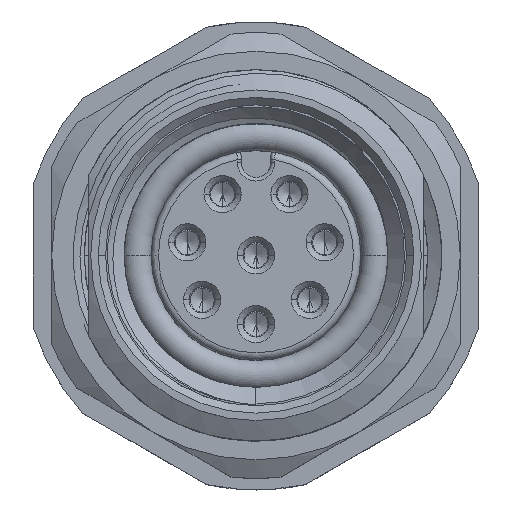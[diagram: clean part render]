
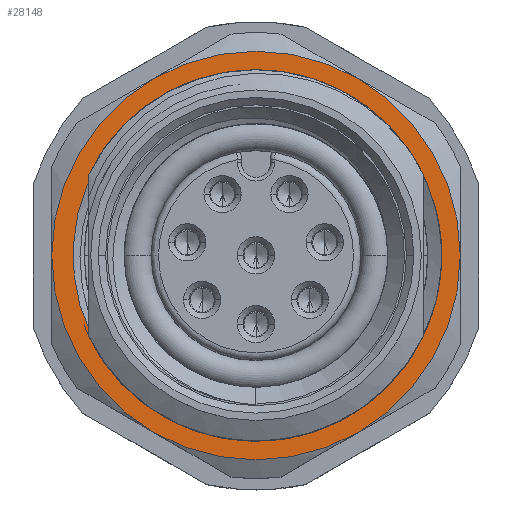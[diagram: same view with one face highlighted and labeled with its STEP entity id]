
A CAD part, top view. The second image highlights one B-rep face of the part: STEP entity #28148.
In plain terms, the highlighted planar face has unit normal (0, 0, 1).
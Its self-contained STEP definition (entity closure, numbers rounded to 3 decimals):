
#26952=CARTESIAN_POINT('',(-0.777,4.863,2.2));
#26953=CARTESIAN_POINT('',(-0.581,4.903,2.2));
#26954=CARTESIAN_POINT('',(-0.186,4.959,2.2));
#26955=CARTESIAN_POINT('',(0.416,4.97,2.2));
#26956=CARTESIAN_POINT('',(0.815,4.929,2.2));
#26957=CARTESIAN_POINT('',(1.015,4.896,2.2));
#26959=CARTESIAN_POINT('',(4.763,-1.521,2.2));
#26960=CARTESIAN_POINT('',(4.693,-1.711,2.2));
#26961=CARTESIAN_POINT('',(4.533,-2.079,2.2));
#26962=CARTESIAN_POINT('',(4.227,-2.598,2.2));
#26963=CARTESIAN_POINT('',(3.986,-2.914,2.2));
#26964=CARTESIAN_POINT('',(3.855,-3.065,2.2));
#26966=CARTESIAN_POINT('',(1.015,4.896,2.2));
#26967=CARTESIAN_POINT('',(1.209,4.856,2.2));
#26968=CARTESIAN_POINT('',(1.588,4.753,2.2));
#26969=CARTESIAN_POINT('',(2.132,4.535,2.2));
#26970=CARTESIAN_POINT('',(2.638,4.261,2.2));
#26971=CARTESIAN_POINT('',(3.114,3.927,2.2));
#26972=CARTESIAN_POINT('',(3.564,3.525,2.2));
#26973=CARTESIAN_POINT('',(3.985,3.044,2.2));
#26974=CARTESIAN_POINT('',(4.356,2.485,2.2));
#26975=CARTESIAN_POINT('',(4.653,1.873,2.2));
#26976=CARTESIAN_POINT('',(4.862,1.228,2.2));
#26977=CARTESIAN_POINT('',(4.977,0.594,2.2));
#26978=CARTESIAN_POINT('',(5.01,0.013,2.2));
#26979=CARTESIAN_POINT('',(4.982,-0.525,2.2));
#26980=CARTESIAN_POINT('',(4.901,-1.031,2.2));
#26981=CARTESIAN_POINT('',(4.815,-1.359,2.2));
#26982=CARTESIAN_POINT('',(4.763,-1.521,2.2));
#26984=CARTESIAN_POINT('',(0.,0.,2.2));
#26985=DIRECTION('',(0.,0.,1.));
#26986=DIRECTION('',(-1.,0.,0.));
#26987=AXIS2_PLACEMENT_3D('',#26984,#26985,#26986);
#26989=CARTESIAN_POINT('',(0.,0.,2.2));
#26990=DIRECTION('',(0.,0.,1.));
#26991=DIRECTION('',(-0.5,0.866,0.));
#26992=AXIS2_PLACEMENT_3D('',#26989,#26990,#26991);
#26994=CARTESIAN_POINT('',(0.,0.,2.2));
#26995=DIRECTION('',(0.,0.,1.));
#26996=DIRECTION('',(1.,0.,0.));
#26997=AXIS2_PLACEMENT_3D('',#26994,#26995,#26996);
#26999=CARTESIAN_POINT('',(0.,0.,2.2));
#27000=DIRECTION('',(0.,0.,1.));
#27001=DIRECTION('',(0.5,-0.866,0.));
#27002=AXIS2_PLACEMENT_3D('',#26999,#27000,#27001);
#27171=CARTESIAN_POINT('',(0.,0.,2.2));
#27172=DIRECTION('',(0.,0.,-1.));
#27173=DIRECTION('',(0.783,-0.622,0.));
#27174=AXIS2_PLACEMENT_3D('',#27171,#27172,#27173);
#27354=CARTESIAN_POINT('',(0.,0.,2.2));
#27355=DIRECTION('',(0.,0.,1.));
#27356=DIRECTION('',(-0.5,-0.866,0.));
#27357=AXIS2_PLACEMENT_3D('',#27354,#27355,#27356);
#27650=CARTESIAN_POINT('',(0.,0.,2.2));
#27651=DIRECTION('',(0.,0.,1.));
#27652=DIRECTION('',(0.5,0.866,0.));
#27653=AXIS2_PLACEMENT_3D('',#27650,#27651,#27652);
#27682=VERTEX_POINT('',#26952);
#27683=VERTEX_POINT('',#26957);
#27684=VERTEX_POINT('',#26982);
#27685=VERTEX_POINT('',#26964);
#27711=CARTESIAN_POINT('',(2.75,-4.763,2.2));
#27712=CARTESIAN_POINT('',(5.5,0.,2.2));
#27713=VERTEX_POINT('',#27711);
#27714=VERTEX_POINT('',#27712);
#27715=CARTESIAN_POINT('',(2.75,4.763,2.2));
#27716=VERTEX_POINT('',#27715);
#27717=CARTESIAN_POINT('',(-2.75,4.763,2.2));
#27718=CARTESIAN_POINT('',(-5.5,0.,2.2));
#27719=VERTEX_POINT('',#27717);
#27720=VERTEX_POINT('',#27718);
#27721=CARTESIAN_POINT('',(-2.75,-4.763,2.2));
#27722=VERTEX_POINT('',#27721);
#28120=CARTESIAN_POINT('',(0.,0.,2.2));
#28121=DIRECTION('',(0.,0.,1.));
#28122=DIRECTION('',(1.,0.,0.));
#28123=AXIS2_PLACEMENT_3D('',#28120,#28121,#28122);
#28124=PLANE('',#28123);
#28126=ORIENTED_EDGE('',*,*,#28125,.F.);
#28128=ORIENTED_EDGE('',*,*,#28127,.F.);
#28130=ORIENTED_EDGE('',*,*,#28129,.F.);
#28132=ORIENTED_EDGE('',*,*,#28131,.F.);
#28134=ORIENTED_EDGE('',*,*,#28133,.F.);
#28136=ORIENTED_EDGE('',*,*,#28135,.F.);
#28137=EDGE_LOOP('',(#28126,#28128,#28130,#28132,#28134,#28136));
#28138=FACE_OUTER_BOUND('',#28137,.F.);
#28140=ORIENTED_EDGE('',*,*,#28139,.F.);
#28142=ORIENTED_EDGE('',*,*,#28141,.F.);
#28144=ORIENTED_EDGE('',*,*,#28143,.F.);
#28145=ORIENTED_EDGE('',*,*,#28110,.F.);
#28146=EDGE_LOOP('',(#28140,#28142,#28144,#28145));
#28147=FACE_BOUND('',#28146,.F.);
#26958=B_SPLINE_CURVE_WITH_KNOTS('',3,(#26952,#26953,#26954,#26955,#26956,
#26957),.UNSPECIFIED.,.F.,.F.,(4,1,1,4),(0.,0.333,
0.667,1.),.UNSPECIFIED.);
#26965=B_SPLINE_CURVE_WITH_KNOTS('',3,(#26959,#26960,#26961,#26962,#26963,
#26964),.UNSPECIFIED.,.F.,.F.,(4,1,1,4),(0.,0.333,
0.667,1.),.UNSPECIFIED.);
#26983=B_SPLINE_CURVE_WITH_KNOTS('',3,(#26966,#26967,#26968,#26969,#26970,
#26971,#26972,#26973,#26974,#26975,#26976,#26977,#26978,#26979,#26980,#26981,
#26982),.UNSPECIFIED.,.F.,.F.,(4,1,1,1,1,1,1,1,1,1,1,1,1,1,4),(0.,
0.071,0.143,0.214,0.286,
0.357,0.429,0.5,0.571,0.643,
0.714,0.786,0.857,0.929,1.),
.UNSPECIFIED.);
#26988=CIRCLE('',#26987,5.5);
#26993=CIRCLE('',#26992,5.5);
#26998=CIRCLE('',#26997,5.5);
#27003=CIRCLE('',#27002,5.5);
#27175=CIRCLE('',#27174,4.925);
#27358=CIRCLE('',#27357,5.5);
#27654=CIRCLE('',#27653,5.5);
#28110=EDGE_CURVE('',#27683,#27684,#26983,.T.);
#28125=EDGE_CURVE('',#27722,#27713,#27358,.T.);
#28127=EDGE_CURVE('',#27720,#27722,#26988,.T.);
#28129=EDGE_CURVE('',#27719,#27720,#26993,.T.);
#28131=EDGE_CURVE('',#27716,#27719,#27654,.T.);
#28133=EDGE_CURVE('',#27714,#27716,#26998,.T.);
#28135=EDGE_CURVE('',#27713,#27714,#27003,.T.);
#28139=EDGE_CURVE('',#27682,#27683,#26958,.T.);
#28141=EDGE_CURVE('',#27685,#27682,#27175,.T.);
#28143=EDGE_CURVE('',#27684,#27685,#26965,.T.);
#28148=ADVANCED_FACE('',(#28138,#28147),#28124,.T.);
